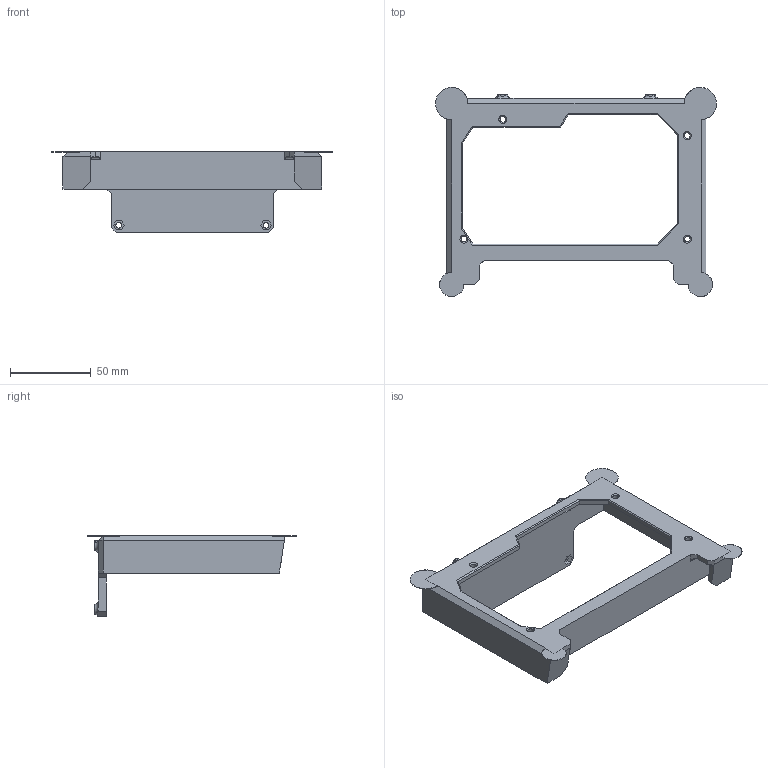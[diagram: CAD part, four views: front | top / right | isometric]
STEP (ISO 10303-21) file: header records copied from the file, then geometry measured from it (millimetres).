
FILE_DESCRIPTION(/* description */ ('Alibre Inc.'),/* implementation_level */ '2;1');
FILE_NAME(/* name */ 'export0',/* time_stamp */ '2015-07-11T14:35:30+12:00',/* author */ (''),/* organization */ (''),/* preprocessor_version */ 'ST-DEVELOPER v14',/* originating_system */ 'Alibre',/* authorisation */ '');
FILE_SCHEMA (('CONFIG_CONTROL_DESIGN'));
Length unit declared in the file: centimetre
Products named in the file (1): ID_1
Bounding box: 173.65 x 129.27 x 50 mm (x, y, z)
Volume: 83797.8 mm3; surface area: 44993.4 mm2
Topology: 1 solids, 1 shells, 143 faces, 390 edges, 248 vertices
Faces by surface type: plane 103, cylinder 26, sphere 4, cone 4, torus 4, bspline 2
Full cylindrical faces by diameter (mm): 3.5 x8
Entity records: 4785 total; most frequent: CARTESIAN_POINT 1325, ORIENTED_EDGE 724, DIRECTION 582, EDGE_CURVE 362, VECTOR 266, LINE 266, VERTEX_POINT 238, AXIS2_PLACEMENT_3D 210
